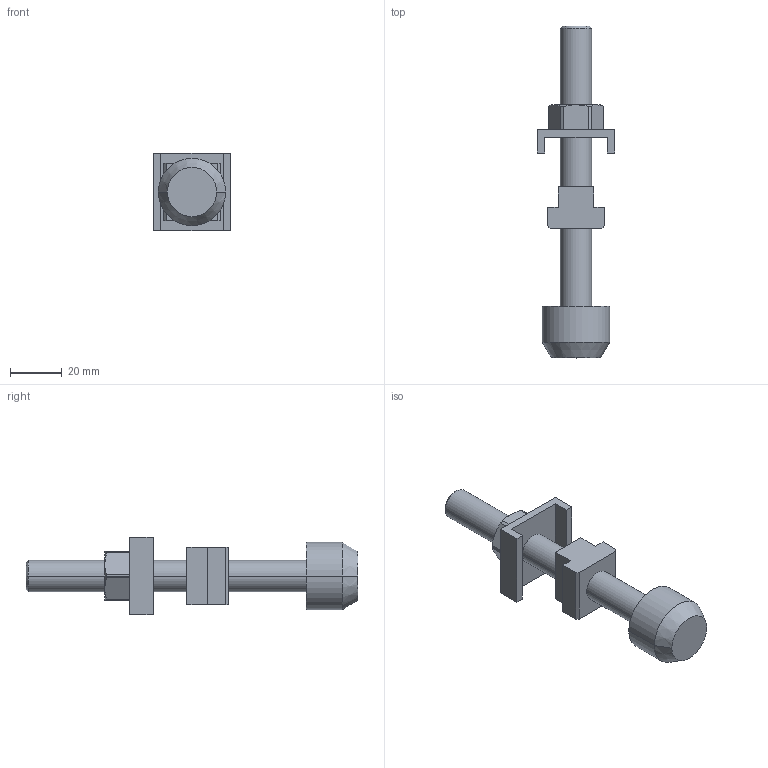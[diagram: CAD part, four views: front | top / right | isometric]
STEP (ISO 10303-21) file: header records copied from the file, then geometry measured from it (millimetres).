
FILE_DESCRIPTION(('STEP AP214'),'1');
FILE_NAME('HALDERN_EH_23330_9008.stp','2020-02-28T09:43:21',('TraceParts'),('TraceParts S.A.'),'Spatial InterOp 3D',' ',' ');
FILE_SCHEMA(('AUTOMOTIVE_DESIGN { 1 0 10303 214 1 1 1 1 }'));
Length unit declared in the file: millimetre
Products named in the file (1): HALDERN_EH_23330_9008_1
Bounding box: 30 x 128 x 30 mm (x, y, z)
Volume: 31065.7 mm3; surface area: 15145.3 mm2
Topology: 4 solids, 5 shells, 89 faces, 207 edges, 131 vertices
Faces by surface type: plane 43, cone 24, cylinder 22
Entity records: 3314 total; most frequent: CARTESIAN_POINT 527, DIRECTION 440, ORIENTED_EDGE 414, EDGE_CURVE 207, AXIS2_PLACEMENT_3D 164, VERTEX_POINT 131, LINE 112, VECTOR 112
